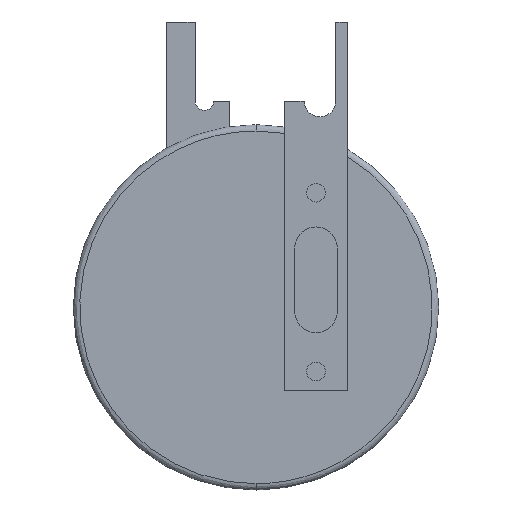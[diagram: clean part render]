
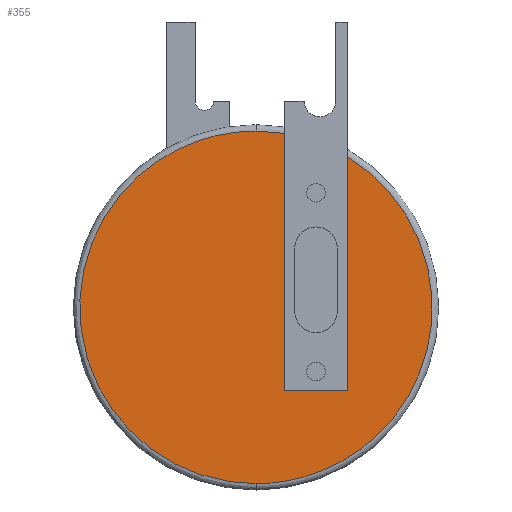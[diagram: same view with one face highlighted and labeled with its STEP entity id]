
A CAD part, front view. The second image highlights one B-rep face of the part: STEP entity #355.
In plain terms, the highlighted planar face has unit normal (0, -1, 0).
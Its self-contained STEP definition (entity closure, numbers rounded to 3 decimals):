
#10 = EDGE_CURVE ( 'NONE', #1133, #1554, #1676, .T. ) ;
#55 = EDGE_CURVE ( 'NONE', #461, #1370, #1464, .T. ) ;
#82 = CARTESIAN_POINT ( 'NONE',  ( -0.07, 0., -11.087 ) ) ;
#101 = CARTESIAN_POINT ( 'NONE',  ( 13.876, 0., -11.087 ) ) ;
#113 = PLANE ( 'NONE',  #743 ) ;
#139 = EDGE_CURVE ( 'NONE', #1554, #461, #479, .T. ) ;
#155 = VERTEX_POINT ( 'NONE', #1345 ) ;
#159 = CARTESIAN_POINT ( 'NONE',  ( -0.07, 0., 11.213 ) ) ;
#167 = DIRECTION ( 'NONE',  ( 0., 0., 1. ) ) ;
#189 = VECTOR ( 'NONE', #1470, 1000. ) ;
#246 = CARTESIAN_POINT ( 'NONE',  ( 5.725, 0., 9.589 ) ) ;
#258 = CARTESIAN_POINT ( 'NONE',  ( -0.07, 0., 0.063 ) ) ;
#312 = ORIENTED_EDGE ( 'NONE', *, *, #1885, .F. ) ;
#326 =( BOUNDED_CURVE ( )  B_SPLINE_CURVE ( 3, ( #246, #1928, #101, #1615 ),
 .UNSPECIFIED., .F., .F. ) 
 B_SPLINE_CURVE_WITH_KNOTS ( ( 4, 4 ),
 ( 0., 1. ),
 .UNSPECIFIED. ) 
 CURVE ( )  GEOMETRIC_REPRESENTATION_ITEM ( )  RATIONAL_B_SPLINE_CURVE ( ( 1., 0.513, 0.513, 1. ) ) 
 REPRESENTATION_ITEM ( '' )  );
#352 = ORIENTED_EDGE ( 'NONE', *, *, #724, .F. ) ;
#355 = ADVANCED_FACE ( 'NONE', ( #1192 ), #113, .F. ) ;
#387 = CARTESIAN_POINT ( 'NONE',  ( 0.532, 0., 11.213 ) ) ;
#444 = CARTESIAN_POINT ( 'NONE',  ( -0.07, 0., -5.192 ) ) ;
#461 = VERTEX_POINT ( 'NONE', #889 ) ;
#479 =( BOUNDED_CURVE ( )  B_SPLINE_CURVE ( 3, ( #985, #387, #738, #577 ),
 .UNSPECIFIED., .F., .F. ) 
 B_SPLINE_CURVE_WITH_KNOTS ( ( 4, 4 ),
 ( 0., 1. ),
 .UNSPECIFIED. ) 
 CURVE ( )  GEOMETRIC_REPRESENTATION_ITEM ( )  RATIONAL_B_SPLINE_CURVE ( ( 1., 0.998, 0.998, 1. ) ) 
 REPRESENTATION_ITEM ( '' )  );
#528 = VECTOR ( 'NONE', #1827, 1000. ) ;
#577 = CARTESIAN_POINT ( 'NONE',  ( 1.725, 0., 11.068 ) ) ;
#704 = ORIENTED_EDGE ( 'NONE', *, *, #886, .F. ) ;
#724 = EDGE_CURVE ( 'NONE', #1370, #155, #811, .T. ) ;
#738 = CARTESIAN_POINT ( 'NONE',  ( 1.131, 0., 11.165 ) ) ;
#743 = AXIS2_PLACEMENT_3D ( 'NONE', #258, #1652, #1939 ) ;
#811 = LINE ( 'NONE', #444, #528 ) ;
#841 = CARTESIAN_POINT ( 'NONE',  ( 1.725, 0., 0.063 ) ) ;
#863 = VECTOR ( 'NONE', #167, 1000. ) ;
#886 = EDGE_CURVE ( 'NONE', #155, #1143, #1583, .T. ) ;
#889 = CARTESIAN_POINT ( 'NONE',  ( 1.725, 0., 11.068 ) ) ;
#904 = CARTESIAN_POINT ( 'NONE',  ( -22.37, 0., -11.087 ) ) ;
#985 = CARTESIAN_POINT ( 'NONE',  ( -0.07, 0., 11.213 ) ) ;
#1075 = CARTESIAN_POINT ( 'NONE',  ( 5.725, 0., 0.063 ) ) ;
#1133 = VERTEX_POINT ( 'NONE', #1292 ) ;
#1143 = VERTEX_POINT ( 'NONE', #1283 ) ;
#1151 = ORIENTED_EDGE ( 'NONE', *, *, #10, .F. ) ;
#1192 = FACE_OUTER_BOUND ( 'NONE', #1812, .T. ) ;
#1283 = CARTESIAN_POINT ( 'NONE',  ( 5.725, 0., 9.589 ) ) ;
#1292 = CARTESIAN_POINT ( 'NONE',  ( -0.07, 0., -11.087 ) ) ;
#1345 = CARTESIAN_POINT ( 'NONE',  ( 5.725, 0., -5.192 ) ) ;
#1370 = VERTEX_POINT ( 'NONE', #1978 ) ;
#1464 = LINE ( 'NONE', #841, #189 ) ;
#1470 = DIRECTION ( 'NONE',  ( 0., 0., -1. ) ) ;
#1491 = CARTESIAN_POINT ( 'NONE',  ( -0.07, 0., 11.213 ) ) ;
#1554 = VERTEX_POINT ( 'NONE', #159 ) ;
#1583 = LINE ( 'NONE', #1075, #863 ) ;
#1601 = CARTESIAN_POINT ( 'NONE',  ( -22.37, 0., 11.213 ) ) ;
#1615 = CARTESIAN_POINT ( 'NONE',  ( -0.07, 0., -11.087 ) ) ;
#1652 = DIRECTION ( 'NONE',  ( 0., 1., 0. ) ) ;
#1676 =( BOUNDED_CURVE ( )  B_SPLINE_CURVE ( 3, ( #82, #904, #1601, #1491 ),
 .UNSPECIFIED., .F., .F. ) 
 B_SPLINE_CURVE_WITH_KNOTS ( ( 4, 4 ),
 ( 0., 1. ),
 .UNSPECIFIED. ) 
 CURVE ( )  GEOMETRIC_REPRESENTATION_ITEM ( )  RATIONAL_B_SPLINE_CURVE ( ( 1., 0.333, 0.333, 1. ) ) 
 REPRESENTATION_ITEM ( '' )  );
#1812 = EDGE_LOOP ( 'NONE', ( #352, #1830, #1912, #1151, #312, #704 ) ) ;
#1827 = DIRECTION ( 'NONE',  ( 1., 0., 0. ) ) ;
#1830 = ORIENTED_EDGE ( 'NONE', *, *, #55, .F. ) ;
#1885 = EDGE_CURVE ( 'NONE', #1143, #1133, #326, .T. ) ;
#1912 = ORIENTED_EDGE ( 'NONE', *, *, #139, .F. ) ;
#1928 = CARTESIAN_POINT ( 'NONE',  ( 17.639, 0., 2.341 ) ) ;
#1939 = DIRECTION ( 'NONE',  ( 0., 0., 1. ) ) ;
#1978 = CARTESIAN_POINT ( 'NONE',  ( 1.725, 0., -5.192 ) ) ;
